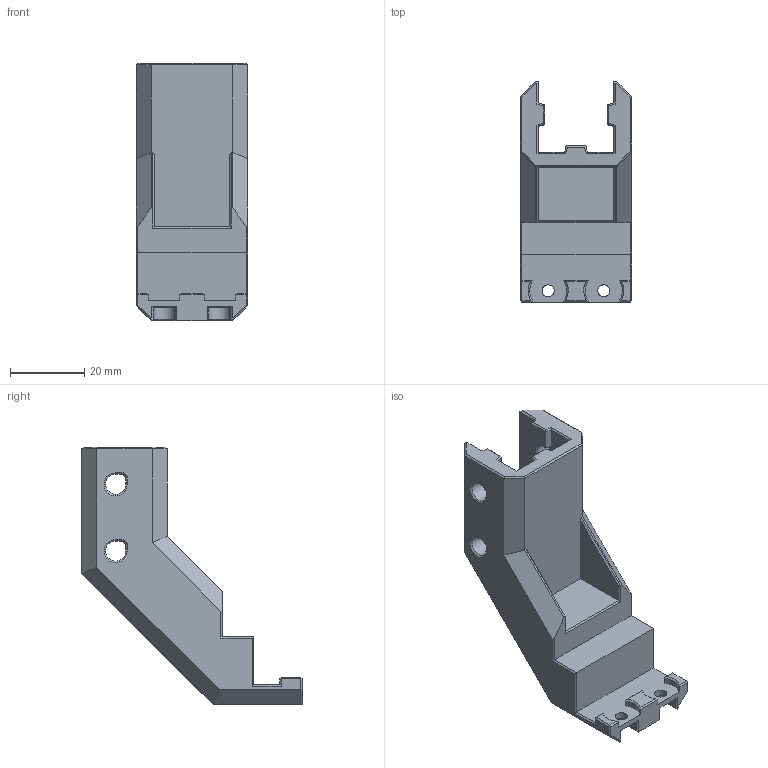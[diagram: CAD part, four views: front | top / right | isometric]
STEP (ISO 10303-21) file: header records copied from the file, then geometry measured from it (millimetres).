
FILE_DESCRIPTION (( 'STEP AP214' ), '1' );
FILE_NAME ('YAOM.STEP', '2024-05-09T19:06:37', ( '' ), ( '' ), 'SwSTEP 2.0', 'SolidWorks 2024', '' );
FILE_SCHEMA (( 'AUTOMOTIVE_DESIGN' ));
Length unit declared in the file: millimetre
Products named in the file (1): YAOM
Bounding box: 30 x 59.41 x 69.46 mm (x, y, z)
Volume: 30065.4 mm3; surface area: 11800.1 mm2
Topology: 1 solids, 1 shells, 238 faces, 598 edges, 364 vertices
Faces by surface type: plane 204, cone 14, cylinder 12, bspline 8
Full cylindrical faces by diameter (mm): 3.25 x2
Entity records: 6967 total; most frequent: CARTESIAN_POINT 1419, ORIENTED_EDGE 1188, DIRECTION 1034, EDGE_CURVE 594, LINE 508, VECTOR 508, VERTEX_POINT 362, AXIS2_PLACEMENT_3D 263
